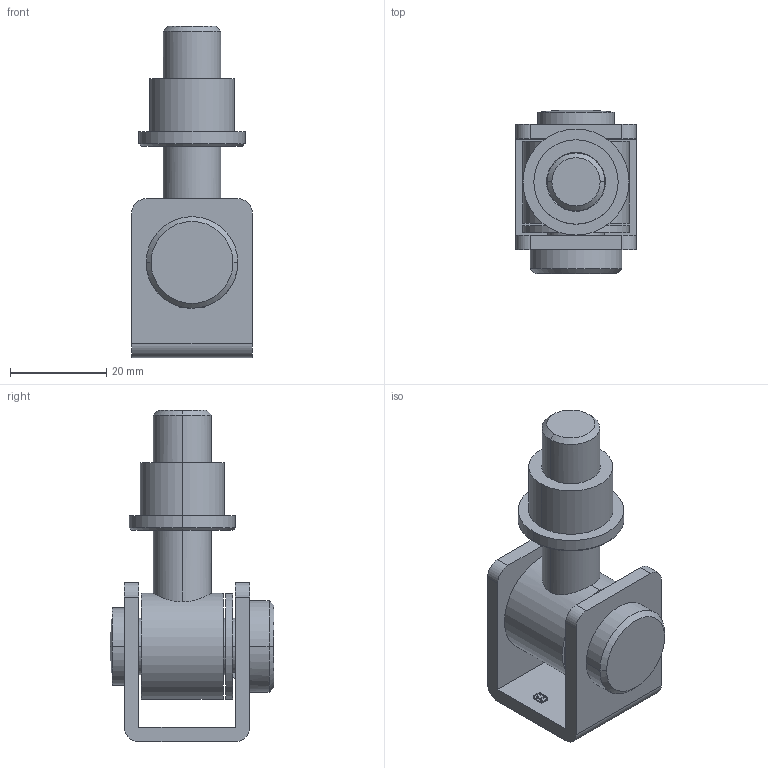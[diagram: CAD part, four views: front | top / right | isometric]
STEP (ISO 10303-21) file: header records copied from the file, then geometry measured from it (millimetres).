
FILE_DESCRIPTION (( 'STEP AP203' ), '1' );
FILE_NAME ('120-M12.step', '2021-07-07T10:51:12', ( '' ), ( '' ), 'SwSTEP 2.0', 'SolidWorks 2018', '' );
FILE_SCHEMA (( 'CONFIG_CONTROL_DESIGN' ));
Length unit declared in the file: millimetre
Products named in the file (13): Torband Teil2; Torband Teil1; Torband Teil6_120-M12 Teil6; Torband Teil5_120-M12 Teil5; Torband Teil4_120-M12 Teil4; Torband Teil3_120-M12 Teil3; Torband Teil1_120-M12 Teil1; Torband Teil5; Torband Teil6; 120-M12; Torband Teil3; Torband Teil2_120-M12 Teil2; Torband Teil4
Assembly tree (6 placements, depth 2):
  Torband Teil2
  Torband Teil1
  Torband Teil5
  Torband Teil6
  120-M12
    Torband Teil1_120-M12 Teil1
    Torband Teil2_120-M12 Teil2
    Torband Teil3_120-M12 Teil3
    Torband Teil4_120-M12 Teil4
    Torband Teil5_120-M12 Teil5
    Torband Teil6_120-M12 Teil6
Bounding box: 25 x 33.97 x 68.75 mm (x, y, z)
Volume: 21885.6 mm3; surface area: 13814.2 mm2
Topology: 6 solids, 6 shells, 320 faces, 835 edges, 548 vertices
Faces by surface type: plane 175, bspline 89, cylinder 36, cone 18, sphere 2
Entity records: 15138 total; most frequent: CARTESIAN_POINT 6615, ORIENTED_EDGE 1666, DIRECTION 1230, EDGE_CURVE 833, VECTOR 552, LINE 552, VERTEX_POINT 548, EDGE_LOOP 353
